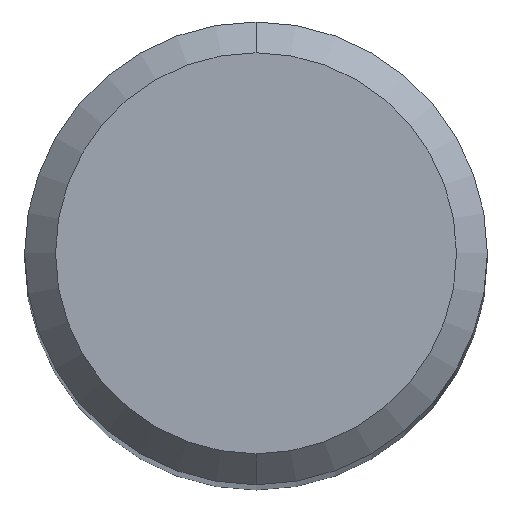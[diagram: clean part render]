
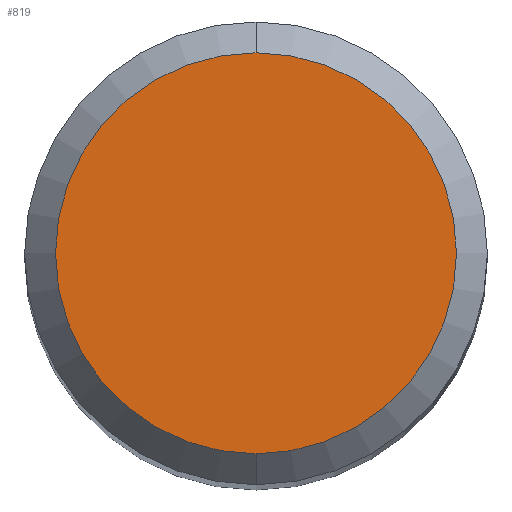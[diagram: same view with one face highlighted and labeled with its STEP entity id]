
A CAD part, top view. The second image highlights one B-rep face of the part: STEP entity #819.
In plain terms, the highlighted planar face has unit normal (0, 0, 1).
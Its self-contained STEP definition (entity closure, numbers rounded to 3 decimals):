
#687=VERTEX_POINT('',#1396);
#695=VERTEX_POINT('',#1406);
#819=ADVANCED_FACE('',(#1537),#1538,.T.);
#965=EDGE_CURVE('',#695,#687,#1699,.T.);
#1021=EDGE_CURVE('',#687,#695,#1768,.T.);
#1396=CARTESIAN_POINT('',(0.0,2.6,0.0));
#1406=CARTESIAN_POINT('',(0.,-2.6,0.0));
#1537=FACE_OUTER_BOUND('',#3487,.T.);
#1538=PLANE('',#3488);
#1699=CIRCLE('',#4252,2.6);
#1768=CIRCLE('',#4604,2.6);
#3487=EDGE_LOOP('',(#5097,#5098));
#3488=AXIS2_PLACEMENT_3D('',#5099,#5100,#5101);
#4252=AXIS2_PLACEMENT_3D('',#5316,#5317,#5318);
#4604=AXIS2_PLACEMENT_3D('',#5417,#5418,#5419);
#5097=ORIENTED_EDGE('',*,*,#1021,.F.);
#5098=ORIENTED_EDGE('',*,*,#965,.F.);
#5099=CARTESIAN_POINT('',(0.0,1.3,0.0));
#5100=DIRECTION('',(-0.0,0.0,1.0));
#5101=DIRECTION('',(0.0,-1.0,0.0));
#5316=CARTESIAN_POINT('',(0.0,0.0,0.0));
#5317=DIRECTION('',(0.0,0.0,-1.0));
#5318=DIRECTION('',(0.0,1.0,0.0));
#5417=CARTESIAN_POINT('',(0.0,0.0,0.0));
#5418=DIRECTION('',(0.0,0.0,-1.0));
#5419=DIRECTION('',(0.0,1.0,0.0));
